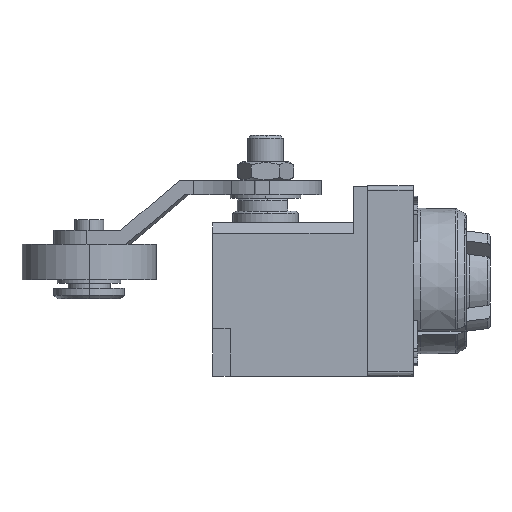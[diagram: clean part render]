
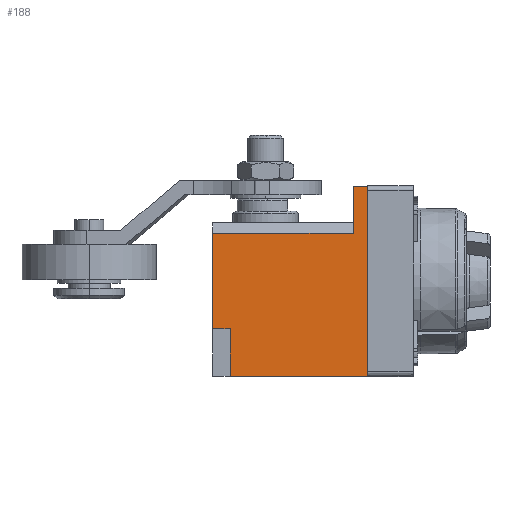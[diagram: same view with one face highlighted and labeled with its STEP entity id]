
A CAD part, left-side view. The second image highlights one B-rep face of the part: STEP entity #188.
In plain terms, the highlighted planar face has unit normal (-1, 0, 0).
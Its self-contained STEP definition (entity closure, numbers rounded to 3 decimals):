
#188=ADVANCED_FACE('',(#704),#705,.T.);
#704=FACE_OUTER_BOUND('',#1607,.T.);
#705=PLANE('',#1608);
#1607=EDGE_LOOP('',(#6117,#6118,#6119,#6120,#6121,#6122,#6123,#6124));
#1608=AXIS2_PLACEMENT_3D('',#6125,#6126,#6127);
#6117=ORIENTED_EDGE('',*,*,#9169,.T.);
#6118=ORIENTED_EDGE('',*,*,#9194,.T.);
#6119=ORIENTED_EDGE('',*,*,#9195,.F.);
#6120=ORIENTED_EDGE('',*,*,#9196,.T.);
#6121=ORIENTED_EDGE('',*,*,#9197,.F.);
#6122=ORIENTED_EDGE('',*,*,#9183,.F.);
#6123=ORIENTED_EDGE('',*,*,#9193,.T.);
#6124=ORIENTED_EDGE('',*,*,#9171,.F.);
#6125=CARTESIAN_POINT('',(-13.45,7.5,-13.45));
#6126=DIRECTION('',(-1.0,0.0,0.0));
#6127=DIRECTION('',(0.0,0.0,1.0));
#9169=EDGE_CURVE('',#10376,#10374,#10377,.T.);
#9171=EDGE_CURVE('',#10376,#10379,#10380,.T.);
#9183=EDGE_CURVE('',#10400,#10401,#10402,.T.);
#9193=EDGE_CURVE('',#10400,#10379,#10419,.T.);
#9194=EDGE_CURVE('',#10374,#10420,#10421,.T.);
#9195=EDGE_CURVE('',#10422,#10420,#10423,.T.);
#9196=EDGE_CURVE('',#10422,#10424,#10425,.T.);
#9197=EDGE_CURVE('',#10401,#10424,#10426,.T.);
#10374=VERTEX_POINT('',#12276);
#10376=VERTEX_POINT('',#12279);
#10377=LINE('',#12280,#12281);
#10379=VERTEX_POINT('',#12284);
#10380=LINE('',#12285,#12286);
#10400=VERTEX_POINT('',#12313);
#10401=VERTEX_POINT('',#12314);
#10402=LINE('',#12315,#12316);
#10419=LINE('',#12342,#12343);
#10420=VERTEX_POINT('',#12344);
#10421=LINE('',#12345,#12346);
#10422=VERTEX_POINT('',#12347);
#10423=LINE('',#12348,#12349);
#10424=VERTEX_POINT('',#12350);
#10425=LINE('',#12351,#12352);
#10426=LINE('',#12353,#12354);
#12276=CARTESIAN_POINT('',(-13.45,-14.4,-13.45));
#12279=CARTESIAN_POINT('',(-13.45,5.0,-13.45));
#12280=CARTESIAN_POINT('',(-13.45,5.0,-13.45));
#12281=VECTOR('',#16610,19.4);
#12284=CARTESIAN_POINT('',(-13.45,5.0,-6.75));
#12285=CARTESIAN_POINT('',(-13.45,5.0,-13.45));
#12286=VECTOR('',#16612,6.7);
#12313=CARTESIAN_POINT('',(-13.45,7.5,-6.75));
#12314=CARTESIAN_POINT('',(-13.45,7.5,6.75));
#12315=CARTESIAN_POINT('',(-13.45,7.5,-6.75));
#12316=VECTOR('',#16632,13.5);
#12342=CARTESIAN_POINT('',(-13.45,7.5,-6.75));
#12343=VECTOR('',#16642,2.5);
#12344=CARTESIAN_POINT('',(-13.45,-14.4,13.45));
#12345=CARTESIAN_POINT('',(-13.45,-14.4,-13.45));
#12346=VECTOR('',#16643,26.9);
#12347=CARTESIAN_POINT('',(-13.45,-12.4,13.45));
#12348=CARTESIAN_POINT('',(-13.45,-12.4,13.45));
#12349=VECTOR('',#16644,2.0);
#12350=CARTESIAN_POINT('',(-13.45,-12.4,6.75));
#12351=CARTESIAN_POINT('',(-13.45,-12.4,13.45));
#12352=VECTOR('',#16645,6.7);
#12353=CARTESIAN_POINT('',(-13.45,7.5,6.75));
#12354=VECTOR('',#16646,19.9);
#16610=DIRECTION('',(0.0,-1.0,0.0));
#16612=DIRECTION('',(0.0,0.0,1.0));
#16632=DIRECTION('',(0.0,0.0,1.0));
#16642=DIRECTION('',(0.0,-1.0,0.0));
#16643=DIRECTION('',(0.0,0.0,1.0));
#16644=DIRECTION('',(0.0,-1.0,0.0));
#16645=DIRECTION('',(0.0,0.0,-1.0));
#16646=DIRECTION('',(0.0,-1.0,0.0));
